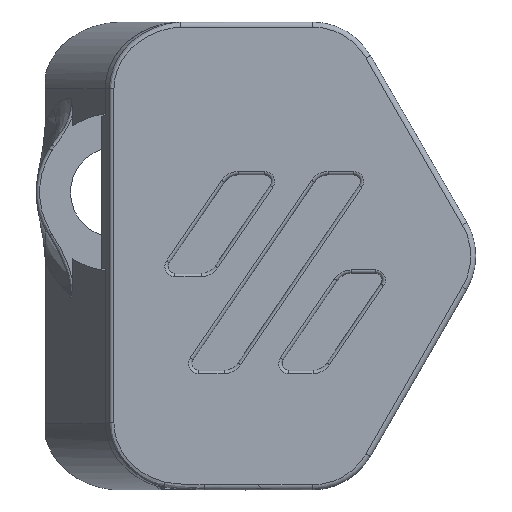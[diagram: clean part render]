
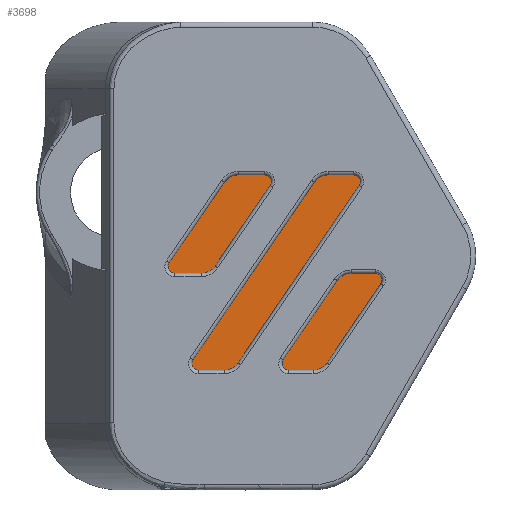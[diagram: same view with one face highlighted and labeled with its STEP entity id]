
A CAD part, top view. The second image highlights one B-rep face of the part: STEP entity #3698.
In plain terms, the highlighted planar face has unit normal (0, 0, 1).
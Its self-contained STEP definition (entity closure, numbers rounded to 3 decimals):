
#132=FACE_BOUND('',#813,.T.);
#133=FACE_BOUND('',#814,.T.);
#284=CIRCLE('',#4087,4.);
#285=CIRCLE('',#4095,4.01);
#287=CIRCLE('',#4098,4.);
#288=CIRCLE('',#4099,4.);
#289=CIRCLE('',#4100,1.7);
#290=CIRCLE('',#4101,0.8);
#291=CIRCLE('',#4102,0.2);
#292=CIRCLE('',#4103,0.2);
#293=CIRCLE('',#4104,0.2);
#294=CIRCLE('',#4105,4.);
#295=CIRCLE('',#4106,4.75);
#296=CIRCLE('',#4107,4.);
#297=CIRCLE('',#4108,3.);
#298=CIRCLE('',#4109,3.);
#585=FACE_OUTER_BOUND('',#812,.T.);
#812=EDGE_LOOP('',(#3152,#3153,#3154,#3155,#3156,#3157,#3158,#3159,#3160,
#3161,#3162,#3163,#3164,#3165,#3166,#3167,#3168,#3169,#3170,#3171,#3172,
#3173));
#813=EDGE_LOOP('',(#3174));
#814=EDGE_LOOP('',(#3175));
#1093=LINE('',#6927,#1384);
#1094=LINE('',#6931,#1385);
#1095=LINE('',#6935,#1386);
#1096=LINE('',#6939,#1387);
#1097=LINE('',#6943,#1388);
#1098=LINE('',#6947,#1389);
#1099=LINE('',#6951,#1390);
#1100=LINE('',#6959,#1391);
#1101=LINE('',#6962,#1392);
#1102=LINE('',#6963,#1393);
#1384=VECTOR('',#5076,10.);
#1385=VECTOR('',#5079,10.);
#1386=VECTOR('',#5082,10.);
#1387=VECTOR('',#5085,10.);
#1388=VECTOR('',#5088,10.);
#1389=VECTOR('',#5091,10.);
#1390=VECTOR('',#5094,10.);
#1391=VECTOR('',#5101,10.);
#1392=VECTOR('',#5104,10.);
#1393=VECTOR('',#5105,10.);
#1721=VERTEX_POINT('',#6887);
#1722=VERTEX_POINT('',#6888);
#1728=VERTEX_POINT('',#6913);
#1729=VERTEX_POINT('',#6915);
#1733=VERTEX_POINT('',#6926);
#1734=VERTEX_POINT('',#6928);
#1735=VERTEX_POINT('',#6930);
#1736=VERTEX_POINT('',#6932);
#1737=VERTEX_POINT('',#6934);
#1738=VERTEX_POINT('',#6936);
#1739=VERTEX_POINT('',#6938);
#1740=VERTEX_POINT('',#6940);
#1741=VERTEX_POINT('',#6942);
#1742=VERTEX_POINT('',#6944);
#1743=VERTEX_POINT('',#6946);
#1744=VERTEX_POINT('',#6948);
#1745=VERTEX_POINT('',#6950);
#1746=VERTEX_POINT('',#6952);
#1747=VERTEX_POINT('',#6954);
#1748=VERTEX_POINT('',#6956);
#1749=VERTEX_POINT('',#6958);
#1750=VERTEX_POINT('',#6960);
#1751=VERTEX_POINT('',#6964);
#1752=VERTEX_POINT('',#6966);
#2207=EDGE_CURVE('',#1721,#1722,#284,.T.);
#2219=EDGE_CURVE('',#1728,#1729,#285,.T.);
#2225=EDGE_CURVE('',#1722,#1733,#1093,.T.);
#2226=EDGE_CURVE('',#1733,#1734,#287,.T.);
#2227=EDGE_CURVE('',#1734,#1735,#1094,.T.);
#2228=EDGE_CURVE('',#1735,#1736,#288,.T.);
#2229=EDGE_CURVE('',#1736,#1737,#1095,.T.);
#2230=EDGE_CURVE('',#1738,#1737,#289,.T.);
#2231=EDGE_CURVE('',#1739,#1738,#1096,.T.);
#2232=EDGE_CURVE('',#1740,#1739,#290,.T.);
#2233=EDGE_CURVE('',#1741,#1740,#1097,.T.);
#2234=EDGE_CURVE('',#1742,#1741,#291,.T.);
#2235=EDGE_CURVE('',#1743,#1742,#1098,.T.);
#2236=EDGE_CURVE('',#1744,#1743,#292,.T.);
#2237=EDGE_CURVE('',#1745,#1744,#1099,.T.);
#2238=EDGE_CURVE('',#1746,#1745,#293,.T.);
#2239=EDGE_CURVE('',#1747,#1746,#294,.T.);
#2240=EDGE_CURVE('',#1748,#1747,#295,.T.);
#2241=EDGE_CURVE('',#1749,#1748,#1100,.T.);
#2242=EDGE_CURVE('',#1750,#1749,#296,.T.);
#2243=EDGE_CURVE('',#1729,#1750,#1101,.T.);
#2244=EDGE_CURVE('',#1721,#1728,#1102,.T.);
#2245=EDGE_CURVE('',#1751,#1751,#297,.T.);
#2246=EDGE_CURVE('',#1752,#1752,#298,.T.);
#3152=ORIENTED_EDGE('',*,*,#2225,.T.);
#3153=ORIENTED_EDGE('',*,*,#2226,.T.);
#3154=ORIENTED_EDGE('',*,*,#2227,.T.);
#3155=ORIENTED_EDGE('',*,*,#2228,.T.);
#3156=ORIENTED_EDGE('',*,*,#2229,.T.);
#3157=ORIENTED_EDGE('',*,*,#2230,.F.);
#3158=ORIENTED_EDGE('',*,*,#2231,.F.);
#3159=ORIENTED_EDGE('',*,*,#2232,.F.);
#3160=ORIENTED_EDGE('',*,*,#2233,.F.);
#3161=ORIENTED_EDGE('',*,*,#2234,.F.);
#3162=ORIENTED_EDGE('',*,*,#2235,.F.);
#3163=ORIENTED_EDGE('',*,*,#2236,.F.);
#3164=ORIENTED_EDGE('',*,*,#2237,.F.);
#3165=ORIENTED_EDGE('',*,*,#2238,.F.);
#3166=ORIENTED_EDGE('',*,*,#2239,.F.);
#3167=ORIENTED_EDGE('',*,*,#2240,.F.);
#3168=ORIENTED_EDGE('',*,*,#2241,.F.);
#3169=ORIENTED_EDGE('',*,*,#2242,.F.);
#3170=ORIENTED_EDGE('',*,*,#2243,.F.);
#3171=ORIENTED_EDGE('',*,*,#2219,.F.);
#3172=ORIENTED_EDGE('',*,*,#2244,.F.);
#3173=ORIENTED_EDGE('',*,*,#2207,.T.);
#3174=ORIENTED_EDGE('',*,*,#2245,.T.);
#3175=ORIENTED_EDGE('',*,*,#2246,.T.);
#3518=PLANE('',#4097);
#3698=ADVANCED_FACE('',(#585,#132,#133),#3518,.T.);
#4087=AXIS2_PLACEMENT_3D('',#6889,#5043,#5044);
#4095=AXIS2_PLACEMENT_3D('',#6916,#5066,#5067);
#4097=AXIS2_PLACEMENT_3D('',#6925,#5074,#5075);
#4098=AXIS2_PLACEMENT_3D('',#6929,#5077,#5078);
#4099=AXIS2_PLACEMENT_3D('',#6933,#5080,#5081);
#4100=AXIS2_PLACEMENT_3D('',#6937,#5083,#5084);
#4101=AXIS2_PLACEMENT_3D('',#6941,#5086,#5087);
#4102=AXIS2_PLACEMENT_3D('',#6945,#5089,#5090);
#4103=AXIS2_PLACEMENT_3D('',#6949,#5092,#5093);
#4104=AXIS2_PLACEMENT_3D('',#6953,#5095,#5096);
#4105=AXIS2_PLACEMENT_3D('',#6955,#5097,#5098);
#4106=AXIS2_PLACEMENT_3D('',#6957,#5099,#5100);
#4107=AXIS2_PLACEMENT_3D('',#6961,#5102,#5103);
#4108=AXIS2_PLACEMENT_3D('',#6965,#5106,#5107);
#4109=AXIS2_PLACEMENT_3D('',#6967,#5108,#5109);
#5043=DIRECTION('center_axis',(0.,0.,
1.));
#5044=DIRECTION('ref_axis',(0.,-1.,0.));
#5066=DIRECTION('center_axis',(0.,0.,
-1.));
#5067=DIRECTION('ref_axis',(1.,0.,0.));
#5074=DIRECTION('center_axis',(0.,0.,
1.));
#5075=DIRECTION('ref_axis',(1.,0.,0.));
#5076=DIRECTION('',(0.5,0.866,0.));
#5077=DIRECTION('center_axis',(0.,0.,
1.));
#5078=DIRECTION('ref_axis',(0.866,-0.5,0.));
#5079=DIRECTION('',(-0.5,0.866,0.));
#5080=DIRECTION('center_axis',(0.,0.,
1.));
#5081=DIRECTION('ref_axis',(0.866,0.5,0.));
#5082=DIRECTION('',(-1.,0.,0.));
#5083=DIRECTION('center_axis',(0.,0.,
-1.));
#5084=DIRECTION('ref_axis',(-0.935,0.355,0.));
#5085=DIRECTION('',(0.355,0.935,0.));
#5086=DIRECTION('center_axis',(0.,0.,
1.));
#5087=DIRECTION('ref_axis',(0.707,-0.707,0.));
#5088=DIRECTION('',(1.,0.,0.));
#5089=DIRECTION('center_axis',(0.,0.,
1.));
#5090=DIRECTION('ref_axis',(-0.383,-0.924,0.));
#5091=DIRECTION('',(0.707,-0.707,0.));
#5092=DIRECTION('center_axis',(0.,0.,
-1.));
#5093=DIRECTION('ref_axis',(0.,1.,0.));
#5094=DIRECTION('',(0.707,0.707,0.));
#5095=DIRECTION('center_axis',(0.,0.,
1.));
#5096=DIRECTION('ref_axis',(0.489,-0.873,0.));
#5097=DIRECTION('center_axis',(0.,0.,
-1.));
#5098=DIRECTION('ref_axis',(-0.994,0.113,0.));
#5099=DIRECTION('center_axis',(0.,0.,
1.));
#5100=DIRECTION('ref_axis',(1.,0.,0.));
#5101=DIRECTION('',(0.,1.,0.));
#5102=DIRECTION('center_axis',(0.,0.,
-1.));
#5103=DIRECTION('ref_axis',(-0.707,-0.707,0.));
#5104=DIRECTION('',(-1.,0.,0.));
#5105=DIRECTION('',(-1.,0.,0.));
#5106=DIRECTION('center_axis',(0.,0.,
-1.));
#5107=DIRECTION('ref_axis',(1.,0.,0.));
#5108=DIRECTION('center_axis',(0.,0.,
-1.));
#5109=DIRECTION('ref_axis',(1.,0.,0.));
#6887=CARTESIAN_POINT('',(-138.317,-57.353,64.17));
#6888=CARTESIAN_POINT('',(-134.853,-55.353,64.17));
#6889=CARTESIAN_POINT('Origin',(-138.317,-53.353,64.17));
#6913=CARTESIAN_POINT('',(-142.254,-57.353,64.17));
#6915=CARTESIAN_POINT('',(-142.33,-57.354,64.17));
#6916=CARTESIAN_POINT('Origin',(-142.327,-53.344,64.17));
#6925=CARTESIAN_POINT('Origin',(-146.311,-38.344,64.17));
#6926=CARTESIAN_POINT('',(-129.08,-45.353,64.17));
#6927=CARTESIAN_POINT('',(-134.853,-55.353,64.17));
#6928=CARTESIAN_POINT('',(-129.08,-41.353,64.17));
#6929=CARTESIAN_POINT('Origin',(-132.544,-43.353,64.17));
#6930=CARTESIAN_POINT('',(-134.853,-31.353,64.17));
#6931=CARTESIAN_POINT('',(-129.08,-41.353,64.17));
#6932=CARTESIAN_POINT('',(-138.317,-29.353,64.17));
#6933=CARTESIAN_POINT('Origin',(-138.317,-33.353,64.17));
#6934=CARTESIAN_POINT('',(-140.636,-29.353,64.17));
#6935=CARTESIAN_POINT('',(-138.317,-29.353,64.17));
#6936=CARTESIAN_POINT('',(-142.225,-30.45,64.17));
#6937=CARTESIAN_POINT('Origin',(-140.636,-31.053,64.17));
#6938=CARTESIAN_POINT('',(-142.369,-30.827,64.17));
#6939=CARTESIAN_POINT('',(-143.587,-34.04,64.17));
#6940=CARTESIAN_POINT('',(-143.117,-31.344,64.17));
#6941=CARTESIAN_POINT('Origin',(-143.117,-30.544,64.17));
#6942=CARTESIAN_POINT('',(-143.834,-31.344,64.17));
#6943=CARTESIAN_POINT('',(-150.309,-31.344,64.17));
#6944=CARTESIAN_POINT('',(-143.975,-31.285,64.17));
#6945=CARTESIAN_POINT('Origin',(-143.834,-31.144,64.17));
#6946=CARTESIAN_POINT('',(-144.775,-30.485,64.17));
#6947=CARTESIAN_POINT('',(-143.265,-31.995,64.17));
#6948=CARTESIAN_POINT('',(-145.058,-30.485,64.17));
#6949=CARTESIAN_POINT('Origin',(-144.917,-30.626,64.17));
#6950=CARTESIAN_POINT('',(-145.974,-31.401,64.17));
#6951=CARTESIAN_POINT('',(-147.814,-33.241,64.17));
#6952=CARTESIAN_POINT('',(-146.069,-31.454,64.17));
#6953=CARTESIAN_POINT('Origin',(-146.115,-31.259,64.17));
#6954=CARTESIAN_POINT('',(-149.11,-34.892,64.17));
#6955=CARTESIAN_POINT('Origin',(-145.135,-35.344,64.17));
#6956=CARTESIAN_POINT('',(-149.11,-44.179,64.17));
#6957=CARTESIAN_POINT('Origin',(-150.11,-39.536,64.17));
#6958=CARTESIAN_POINT('',(-149.11,-53.354,64.17));
#6959=CARTESIAN_POINT('',(-149.11,-47.849,64.17));
#6960=CARTESIAN_POINT('',(-145.11,-57.354,64.17));
#6961=CARTESIAN_POINT('Origin',(-145.11,-53.354,64.17));
#6962=CARTESIAN_POINT('',(-142.309,-57.354,64.17));
#6963=CARTESIAN_POINT('',(-138.317,-57.353,64.17));
#6964=CARTESIAN_POINT('',(-145.327,-53.344,64.17));
#6965=CARTESIAN_POINT('Origin',(-142.327,-53.344,64.17));
#6966=CARTESIAN_POINT('',(-145.327,-35.344,64.17));
#6967=CARTESIAN_POINT('Origin',(-142.327,-35.344,64.17));
